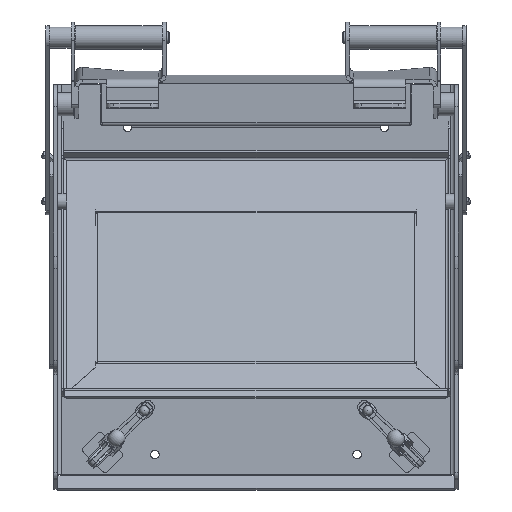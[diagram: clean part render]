
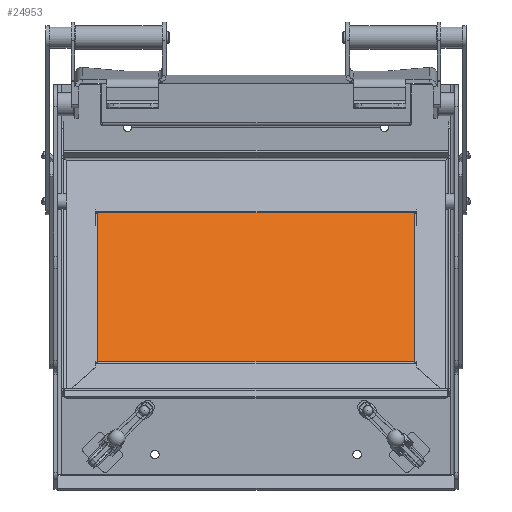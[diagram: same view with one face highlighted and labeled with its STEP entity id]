
A CAD part, top view. The second image highlights one B-rep face of the part: STEP entity #24953.
In plain terms, the highlighted planar face has unit normal (0, 0.407, 0.913).
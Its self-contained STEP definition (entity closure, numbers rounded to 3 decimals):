
#2168=FACE_OUTER_BOUND('',#3539,.T.);
#3539=EDGE_LOOP('',(#15397,#15398,#15399,#15400,#15401,#15402,#15403,#15404,
#15405,#15406,#15407,#15408));
#5009=LINE('',#35785,#7173);
#5017=LINE('',#35815,#7181);
#5018=LINE('',#35817,#7182);
#5020=LINE('',#35821,#7184);
#5021=LINE('',#35823,#7185);
#5022=LINE('',#35825,#7186);
#5023=LINE('',#35827,#7187);
#5024=LINE('',#35829,#7188);
#5025=LINE('',#35831,#7189);
#5026=LINE('',#35833,#7190);
#5027=LINE('',#35835,#7191);
#5028=LINE('',#35836,#7192);
#7173=VECTOR('',#28774,10.);
#7181=VECTOR('',#28806,10.);
#7182=VECTOR('',#28809,10.);
#7184=VECTOR('',#28813,10.);
#7185=VECTOR('',#28814,10.);
#7186=VECTOR('',#28815,3.81);
#7187=VECTOR('',#28816,10.);
#7188=VECTOR('',#28817,10.);
#7189=VECTOR('',#28818,10.);
#7190=VECTOR('',#28819,3.81);
#7191=VECTOR('',#28820,10.);
#7192=VECTOR('',#28821,10.);
#9331=VERTEX_POINT('',#35768);
#9332=VERTEX_POINT('',#35769);
#9336=VERTEX_POINT('',#35779);
#9348=VERTEX_POINT('',#35813);
#9349=VERTEX_POINT('',#35820);
#9350=VERTEX_POINT('',#35822);
#9351=VERTEX_POINT('',#35824);
#9352=VERTEX_POINT('',#35826);
#9353=VERTEX_POINT('',#35828);
#9354=VERTEX_POINT('',#35830);
#9355=VERTEX_POINT('',#35832);
#9356=VERTEX_POINT('',#35834);
#11681=EDGE_CURVE('',#9331,#9336,#5009,.T.);
#11696=EDGE_CURVE('',#9332,#9348,#5017,.T.);
#11697=EDGE_CURVE('',#9348,#9336,#5018,.T.);
#11699=EDGE_CURVE('',#9349,#9331,#5020,.T.);
#11700=EDGE_CURVE('',#9349,#9350,#5021,.T.);
#11701=EDGE_CURVE('',#9351,#9350,#5022,.T.);
#11702=EDGE_CURVE('',#9352,#9351,#5023,.T.);
#11703=EDGE_CURVE('',#9352,#9353,#5024,.T.);
#11704=EDGE_CURVE('',#9353,#9354,#5025,.T.);
#11705=EDGE_CURVE('',#9355,#9354,#5026,.T.);
#11706=EDGE_CURVE('',#9355,#9356,#5027,.T.);
#11707=EDGE_CURVE('',#9332,#9356,#5028,.T.);
#15397=ORIENTED_EDGE('',*,*,#11696,.T.);
#15398=ORIENTED_EDGE('',*,*,#11697,.T.);
#15399=ORIENTED_EDGE('',*,*,#11681,.F.);
#15400=ORIENTED_EDGE('',*,*,#11699,.F.);
#15401=ORIENTED_EDGE('',*,*,#11700,.T.);
#15402=ORIENTED_EDGE('',*,*,#11701,.F.);
#15403=ORIENTED_EDGE('',*,*,#11702,.F.);
#15404=ORIENTED_EDGE('',*,*,#11703,.T.);
#15405=ORIENTED_EDGE('',*,*,#11704,.T.);
#15406=ORIENTED_EDGE('',*,*,#11705,.F.);
#15407=ORIENTED_EDGE('',*,*,#11706,.T.);
#15408=ORIENTED_EDGE('',*,*,#11707,.F.);
#22729=PLANE('',#26354);
#24953=ADVANCED_FACE('',(#2168),#22729,.T.);
#26354=AXIS2_PLACEMENT_3D('',#35819,#28811,#28812);
#28774=DIRECTION('',(-1.,0.,0.));
#28806=DIRECTION('',(-1.,0.,0.));
#28809=DIRECTION('',(0.,0.914,-0.407));
#28811=DIRECTION('center_axis',(0.,0.407,
0.914));
#28812=DIRECTION('ref_axis',(1.,0.,0.));
#28813=DIRECTION('',(0.,-0.914,0.407));
#28814=DIRECTION('',(-1.,0.,0.));
#28815=DIRECTION('',(0.,0.914,-0.407));
#28816=DIRECTION('',(-1.,0.,0.));
#28817=DIRECTION('',(0.,-0.914,0.407));
#28818=DIRECTION('',(-1.,0.,0.));
#28819=DIRECTION('',(0.,0.914,-0.407));
#28820=DIRECTION('',(1.,0.,0.));
#28821=DIRECTION('',(0.,-0.914,0.407));
#35768=CARTESIAN_POINT('',(205.7,-165.595,63.656));
#35769=CARTESIAN_POINT('',(205.7,-357.996,149.318));
#35779=CARTESIAN_POINT('',(203.,-165.595,63.656));
#35785=CARTESIAN_POINT('',(206.,-165.595,63.656));
#35813=CARTESIAN_POINT('',(203.,-357.996,149.318));
#35815=CARTESIAN_POINT('',(206.,-357.996,149.318));
#35817=CARTESIAN_POINT('',(203.,-260.654,105.979));
#35819=CARTESIAN_POINT('Origin',(0.,-254.825,
103.383));
#35820=CARTESIAN_POINT('',(205.7,-163.742,62.831));
#35821=CARTESIAN_POINT('',(205.7,-163.742,62.831));
#35822=CARTESIAN_POINT('',(-205.7,-163.742,62.831));
#35823=CARTESIAN_POINT('',(0.,-163.742,62.831));
#35824=CARTESIAN_POINT('',(-205.7,-165.595,63.656));
#35825=CARTESIAN_POINT('',(-205.7,-152.807,57.962));
#35826=CARTESIAN_POINT('',(-203.,-165.595,63.656));
#35827=CARTESIAN_POINT('',(-203.,-165.595,63.656));
#35828=CARTESIAN_POINT('',(-203.,-357.996,149.318));
#35829=CARTESIAN_POINT('',(-203.,-260.654,105.979));
#35830=CARTESIAN_POINT('',(-205.7,-357.996,149.318));
#35831=CARTESIAN_POINT('',(-203.,-357.996,149.318));
#35832=CARTESIAN_POINT('',(-205.7,-358.475,149.532));
#35833=CARTESIAN_POINT('',(-205.7,-152.807,57.962));
#35834=CARTESIAN_POINT('',(205.7,-358.475,149.532));
#35835=CARTESIAN_POINT('',(205.7,-358.475,149.532));
#35836=CARTESIAN_POINT('',(205.7,-163.742,62.831));
